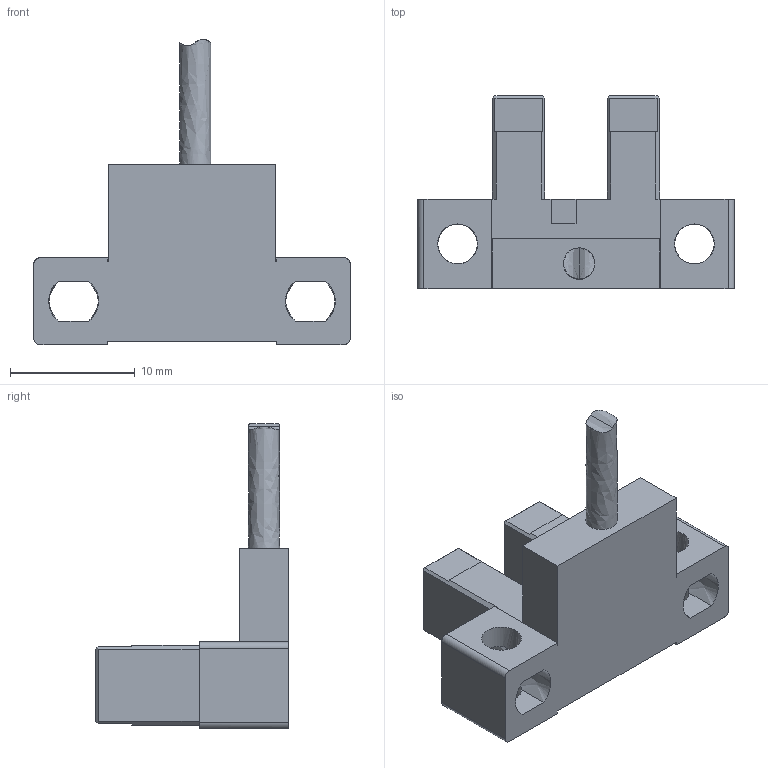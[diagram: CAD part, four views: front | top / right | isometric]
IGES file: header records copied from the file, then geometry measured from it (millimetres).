
Global section: file name: KPS-M61; native system: Autodesk Inventor 2014; preprocessor: unknown; author: KHJ; date: 20141128.111852; units: millimetre
Bounding box: 25.4 x 15.55 x 24.48 mm (x, y, z)
Volume: 1888.3 mm3; surface area: 1648.4 mm2
Topology: 1 solids, 1 shells, 213 faces, 606 edges, 405 vertices
Faces by surface type: bspline 213
